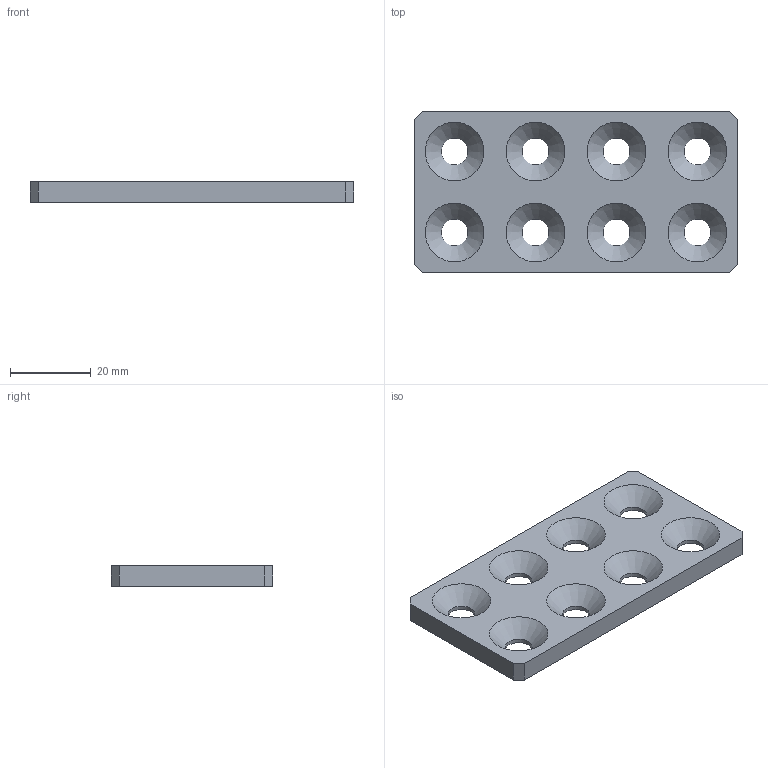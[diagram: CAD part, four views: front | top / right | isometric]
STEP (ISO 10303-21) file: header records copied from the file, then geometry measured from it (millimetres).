
FILE_DESCRIPTION(/* description */ (''),/* implementation_level */ '2;1');
FILE_NAME(/* name */ '13406_KriTec_Lasche_5_80x40x5_schwarz_mit_Senkungen.stp',/* time_stamp */ '2020-02-13T10:00:07+01:00',/* author */ ('Nell'),/* organization */ (''),/* preprocessor_version */ 'ST-DEVELOPER v17',/* originating_system */ 'Autodesk Inventor 2018',/* authorisation */ '');
FILE_SCHEMA (('AUTOMOTIVE_DESIGN { 1 0 10303 214 3 1 1 }'));
Length unit declared in the file: millimetre
Products named in the file (1): 13406_KriTec_Lasche_5_80x40x5_schwarz,_mit_Senkungen
Bounding box: 80 x 40 x 5 mm (x, y, z)
Volume: 12781.2 mm3; surface area: 7621.2 mm2
Topology: 1 solids, 1 shells, 26 faces, 80 edges, 56 vertices
Faces by surface type: plane 10, cone 8, cylinder 8
Full cylindrical faces by diameter (mm): 6.6 x8
Entity records: 999 total; most frequent: DIRECTION 174, CARTESIAN_POINT 163, ORIENTED_EDGE 160, EDGE_CURVE 80, AXIS2_PLACEMENT_3D 67, VERTEX_POINT 56, EDGE_LOOP 42, LINE 40
